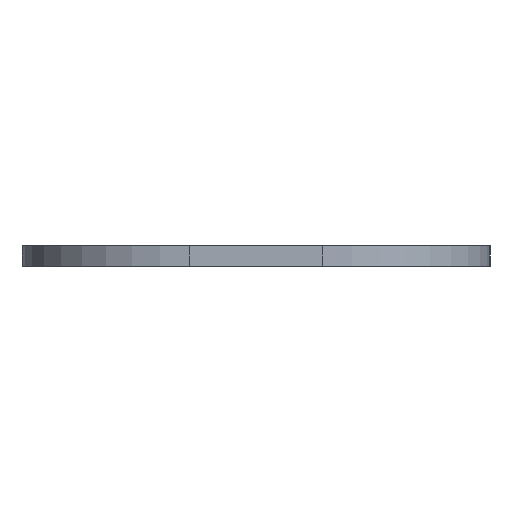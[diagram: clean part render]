
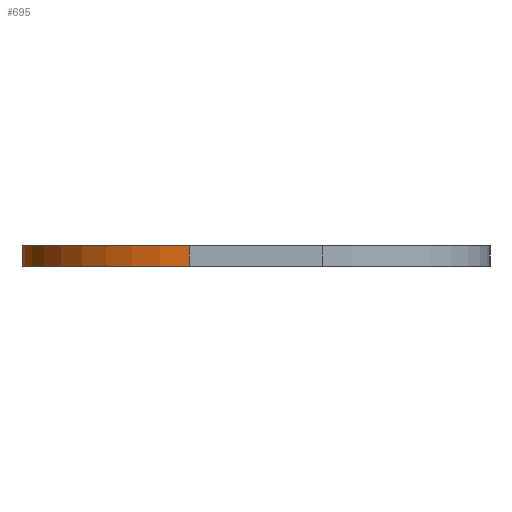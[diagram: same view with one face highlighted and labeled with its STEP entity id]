
A CAD part, left-side view. The second image highlights one B-rep face of the part: STEP entity #695.
In plain terms, the highlighted cylindrical face has radius 25 mm (diameter 50 mm), a partial arc.
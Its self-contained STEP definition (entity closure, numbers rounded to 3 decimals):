
#70=FACE_OUTER_BOUND('',#102,.T.);
#102=EDGE_LOOP('',(#538,#539,#540,#541));
#170=LINE('',#1160,#224);
#171=LINE('',#1166,#225);
#224=VECTOR('',#965,10.);
#225=VECTOR('',#972,10.);
#268=CIRCLE('',#784,25.);
#269=CIRCLE('',#785,25.);
#328=VERTEX_POINT('',#1156);
#329=VERTEX_POINT('',#1158);
#330=VERTEX_POINT('',#1162);
#331=VERTEX_POINT('',#1164);
#418=EDGE_CURVE('',#328,#329,#170,.T.);
#419=EDGE_CURVE('',#330,#328,#268,.T.);
#420=EDGE_CURVE('',#331,#329,#269,.T.);
#421=EDGE_CURVE('',#330,#331,#171,.T.);
#538=ORIENTED_EDGE('',*,*,#419,.T.);
#539=ORIENTED_EDGE('',*,*,#418,.T.);
#540=ORIENTED_EDGE('',*,*,#420,.F.);
#541=ORIENTED_EDGE('',*,*,#421,.F.);
#634=CYLINDRICAL_SURFACE('',#783,25.);
#695=ADVANCED_FACE('',(#70),#634,.T.);
#783=AXIS2_PLACEMENT_3D('',#1161,#966,#967);
#784=AXIS2_PLACEMENT_3D('',#1163,#968,#969);
#785=AXIS2_PLACEMENT_3D('',#1165,#970,#971);
#965=DIRECTION('',(0.,0.,-1.));
#966=DIRECTION('center_axis',(0.,0.,-1.));
#967=DIRECTION('ref_axis',(-1.,0.,0.));
#968=DIRECTION('center_axis',(0.,0.,-1.));
#969=DIRECTION('ref_axis',(-1.,0.,0.));
#970=DIRECTION('center_axis',(0.,0.,-1.));
#971=DIRECTION('ref_axis',(-1.,0.,0.));
#972=DIRECTION('',(0.,0.,-1.));
#1156=CARTESIAN_POINT('',(-140.,35.,-3.));
#1158=CARTESIAN_POINT('',(-140.,35.,-6.));
#1160=CARTESIAN_POINT('',(-140.,35.,-3.));
#1161=CARTESIAN_POINT('Origin',(-140.,10.,-3.));
#1162=CARTESIAN_POINT('',(-165.,10.,-3.));
#1163=CARTESIAN_POINT('Origin',(-140.,10.,-3.));
#1164=CARTESIAN_POINT('',(-165.,10.,-6.));
#1165=CARTESIAN_POINT('Origin',(-140.,10.,-6.));
#1166=CARTESIAN_POINT('',(-165.,10.,-3.));
